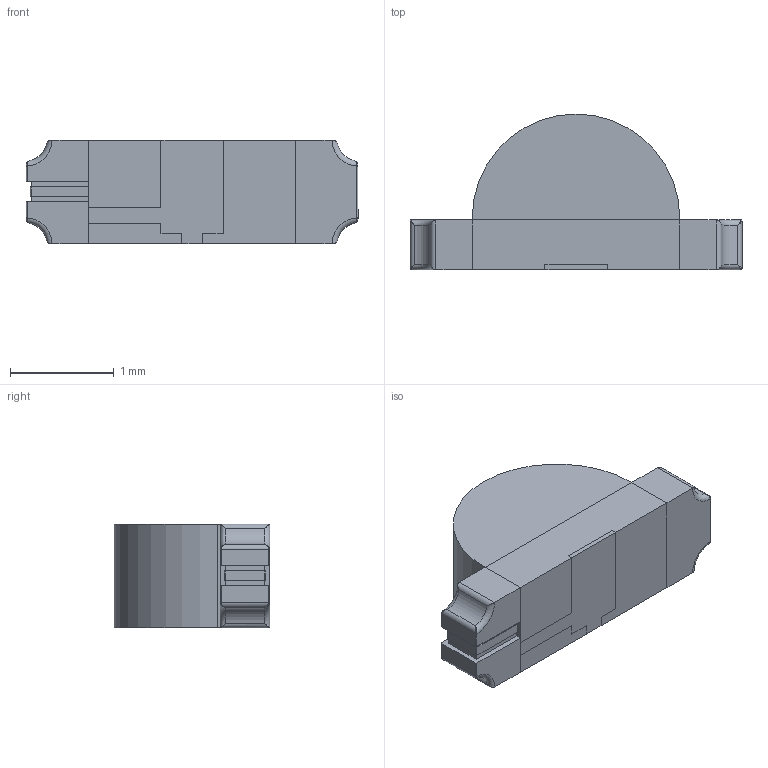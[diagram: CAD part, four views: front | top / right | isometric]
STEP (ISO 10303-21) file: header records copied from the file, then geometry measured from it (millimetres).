
FILE_DESCRIPTION (( 'STEP AP214' ), '1' );
FILE_NAME ('LED_Red_Green_SMD_155124RV73200.STEP', '2018-06-14T20:41:29', ( '' ), ( '' ), 'SwSTEP 2.0', 'SolidWorks 2018', '' );
FILE_SCHEMA (( 'AUTOMOTIVE_DESIGN' ));
Length unit declared in the file: millimetre
Products named in the file (1): LED_Red_Green_SMD_155124RV73200
Bounding box: 3.2 x 1.5 x 1 mm (x, y, z)
Volume: 3.1 mm3; surface area: 22.4 mm2
Topology: 7 solids, 7 shells, 119 faces, 297 edges, 184 vertices
Faces by surface type: plane 68, cylinder 23, bspline 16, torus 12
Entity records: 4954 total; most frequent: CARTESIAN_POINT 1249, ORIENTED_EDGE 578, DIRECTION 523, EDGE_CURVE 289, VERTEX_POINT 184, LINE 183, VECTOR 183, AXIS2_PLACEMENT_3D 170
